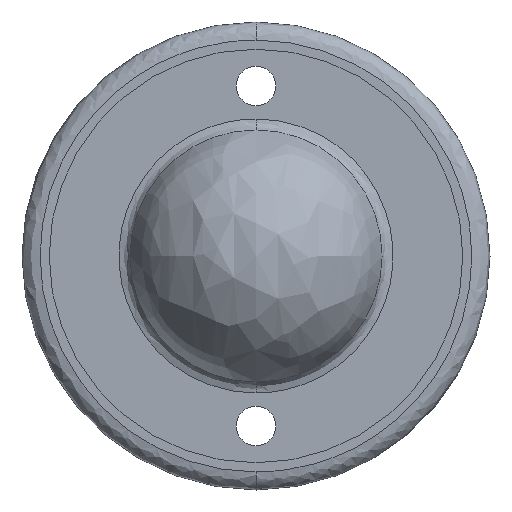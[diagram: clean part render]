
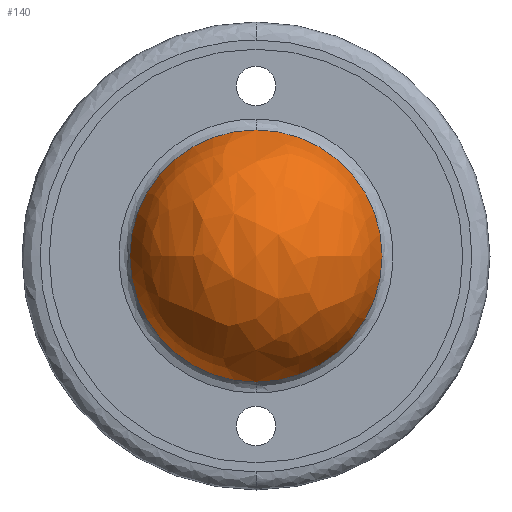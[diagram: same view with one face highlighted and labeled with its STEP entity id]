
A CAD part, front view. The second image highlights one B-rep face of the part: STEP entity #140.
In plain terms, the highlighted free-form (B-spline) face has degree [3, 3] with [4, 4] control points.
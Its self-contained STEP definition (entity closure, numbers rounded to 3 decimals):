
#84 = CARTESIAN_POINT ( 'NONE',  ( 7.686, -4.249, -17.078 ) ) ;
#140 = ADVANCED_FACE ( 'NONE', ( #1041 ), #474, .T. ) ;
#183 = CARTESIAN_POINT ( 'NONE',  ( -11.204, -0.636, 2.555 ) ) ;
#190 = CARTESIAN_POINT ( 'NONE',  ( 11.204, -0.636, 2.555 ) ) ;
#194 = CARTESIAN_POINT ( 'NONE',  ( -11.204, -3.98, -1.723 ) ) ;
#252 = CIRCLE ( 'NONE', #1210, 11.123 ) ;
#281 = CARTESIAN_POINT ( 'NONE',  ( 7.686, -4.249, 17.078 ) ) ;
#297 = CARTESIAN_POINT ( 'NONE',  ( 0., -2.954, 0. ) ) ;
#312 = ORIENTED_EDGE ( 'NONE', *, *, #1113, .T. ) ;
#380 = CARTESIAN_POINT ( 'NONE',  ( -7.686, -4.249, -17.078 ) ) ;
#474 =( BOUNDED_SURFACE ( )  B_SPLINE_SURFACE ( 3, 3, ( 
 ( #1049, #194, #479, #183 ),
 ( #380, #950, #1144, #756 ),
 ( #84, #1248, #855, #281 ),
 ( #852, #659, #1153, #190 ) ),
 .UNSPECIFIED., .F., .F., .F. ) 
 B_SPLINE_SURFACE_WITH_KNOTS ( ( 4, 4 ),
 ( 4, 4 ),
 ( 0., 1. ),
 ( 0., 1. ),
 .UNSPECIFIED. ) 
 GEOMETRIC_REPRESENTATION_ITEM ( )  RATIONAL_B_SPLINE_SURFACE ( (
 ( 1., 0.494, 0.494, 1.),
 ( 0.486, 0.24, 0.24, 0.486),
 ( 0.486, 0.24, 0.24, 0.486),
 ( 1., 0.494, 0.494, 1.) ) ) 
 REPRESENTATION_ITEM ( '' )  SURFACE ( )  );
#479 = CARTESIAN_POINT ( 'NONE',  ( -11.204, -3.98, 1.723 ) ) ;
#502 = DIRECTION ( 'NONE',  ( 0., 0., -1. ) ) ;
#659 = CARTESIAN_POINT ( 'NONE',  ( 11.204, -3.98, -1.723 ) ) ;
#693 = DIRECTION ( 'NONE',  ( 0., -1., 0. ) ) ;
#737 = VERTEX_POINT ( 'NONE', #745 ) ;
#745 = CARTESIAN_POINT ( 'NONE',  ( 0., -2.954, -11.123 ) ) ;
#756 = CARTESIAN_POINT ( 'NONE',  ( -7.686, -4.249, 17.078 ) ) ;
#792 = DIRECTION ( 'NONE',  ( 0., 0., -1. ) ) ;
#845 = AXIS2_PLACEMENT_3D ( 'NONE', #1098, #693, #792 ) ;
#852 = CARTESIAN_POINT ( 'NONE',  ( 11.204, -0.636, -2.555 ) ) ;
#855 = CARTESIAN_POINT ( 'NONE',  ( 7.686, -26.6, 11.516 ) ) ;
#913 = EDGE_CURVE ( 'NONE', #737, #1156, #252, .T. ) ;
#950 = CARTESIAN_POINT ( 'NONE',  ( -7.686, -26.6, -11.516 ) ) ;
#957 = CIRCLE ( 'NONE', #845, 11.123 ) ;
#989 = EDGE_LOOP ( 'NONE', ( #1110, #312 ) ) ;
#1041 = FACE_OUTER_BOUND ( 'NONE', #989, .T. ) ;
#1049 = CARTESIAN_POINT ( 'NONE',  ( -11.204, -0.636, -2.555 ) ) ;
#1073 = DIRECTION ( 'NONE',  ( 0., -1., 0. ) ) ;
#1098 = CARTESIAN_POINT ( 'NONE',  ( 0., -2.954, 0. ) ) ;
#1110 = ORIENTED_EDGE ( 'NONE', *, *, #913, .T. ) ;
#1113 = EDGE_CURVE ( 'NONE', #1156, #737, #957, .T. ) ;
#1144 = CARTESIAN_POINT ( 'NONE',  ( -7.686, -26.6, 11.516 ) ) ;
#1153 = CARTESIAN_POINT ( 'NONE',  ( 11.204, -3.98, 1.723 ) ) ;
#1156 = VERTEX_POINT ( 'NONE', #1182 ) ;
#1182 = CARTESIAN_POINT ( 'NONE',  ( 0., -2.954, 11.123 ) ) ;
#1210 = AXIS2_PLACEMENT_3D ( 'NONE', #297, #1073, #502 ) ;
#1248 = CARTESIAN_POINT ( 'NONE',  ( 7.686, -26.6, -11.516 ) ) ;
